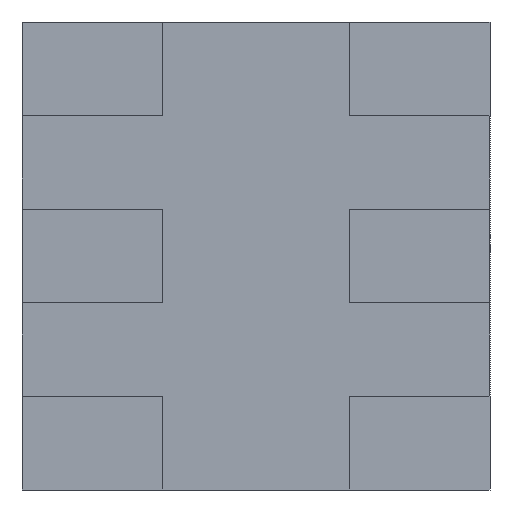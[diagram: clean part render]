
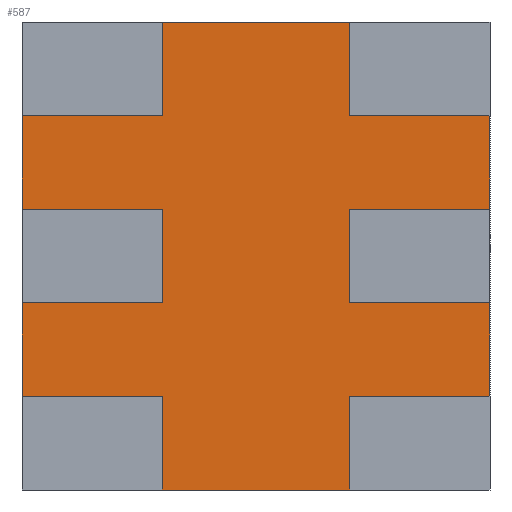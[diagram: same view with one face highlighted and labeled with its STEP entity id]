
A CAD part, front view. The second image highlights one B-rep face of the part: STEP entity #587.
In plain terms, the highlighted planar face has unit normal (0, -1, 0).
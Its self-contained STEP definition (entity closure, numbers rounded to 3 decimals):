
#30=PLANE('',#635);
#58=FACE_OUTER_BOUND('',#90,.T.);
#90=EDGE_LOOP('',(#428,#429,#430,#431,#432,#433,#434,#435,#436,#437,#438,
#439,#440,#441,#442,#443,#444,#445,#446,#447));
#119=LINE('',#832,#196);
#123=LINE('',#840,#200);
#128=LINE('',#850,#205);
#129=LINE('',#852,#206);
#130=LINE('',#854,#207);
#131=LINE('',#856,#208);
#132=LINE('',#858,#209);
#133=LINE('',#860,#210);
#134=LINE('',#862,#211);
#135=LINE('',#864,#212);
#136=LINE('',#866,#213);
#137=LINE('',#868,#214);
#138=LINE('',#870,#215);
#139=LINE('',#872,#216);
#140=LINE('',#874,#217);
#141=LINE('',#876,#218);
#142=LINE('',#878,#219);
#143=LINE('',#880,#220);
#144=LINE('',#882,#221);
#145=LINE('',#883,#222);
#196=VECTOR('',#679,10.);
#200=VECTOR('',#685,10.);
#205=VECTOR('',#694,10.);
#206=VECTOR('',#695,10.);
#207=VECTOR('',#696,10.);
#208=VECTOR('',#697,10.);
#209=VECTOR('',#698,10.);
#210=VECTOR('',#699,10.);
#211=VECTOR('',#700,10.);
#212=VECTOR('',#701,10.);
#213=VECTOR('',#702,10.);
#214=VECTOR('',#703,10.);
#215=VECTOR('',#704,10.);
#216=VECTOR('',#705,10.);
#217=VECTOR('',#706,10.);
#218=VECTOR('',#707,10.);
#219=VECTOR('',#708,10.);
#220=VECTOR('',#709,10.);
#221=VECTOR('',#710,10.);
#222=VECTOR('',#711,10.);
#276=VERTEX_POINT('',#830);
#277=VERTEX_POINT('',#831);
#280=VERTEX_POINT('',#839);
#283=VERTEX_POINT('',#849);
#284=VERTEX_POINT('',#851);
#285=VERTEX_POINT('',#853);
#286=VERTEX_POINT('',#855);
#287=VERTEX_POINT('',#857);
#288=VERTEX_POINT('',#859);
#289=VERTEX_POINT('',#861);
#290=VERTEX_POINT('',#863);
#291=VERTEX_POINT('',#865);
#292=VERTEX_POINT('',#867);
#293=VERTEX_POINT('',#869);
#294=VERTEX_POINT('',#871);
#295=VERTEX_POINT('',#873);
#296=VERTEX_POINT('',#875);
#297=VERTEX_POINT('',#877);
#298=VERTEX_POINT('',#879);
#299=VERTEX_POINT('',#881);
#331=EDGE_CURVE('',#276,#277,#119,.T.);
#335=EDGE_CURVE('',#277,#280,#123,.T.);
#340=EDGE_CURVE('',#280,#283,#128,.T.);
#341=EDGE_CURVE('',#283,#284,#129,.T.);
#342=EDGE_CURVE('',#284,#285,#130,.T.);
#343=EDGE_CURVE('',#285,#286,#131,.T.);
#344=EDGE_CURVE('',#286,#287,#132,.T.);
#345=EDGE_CURVE('',#287,#288,#133,.T.);
#346=EDGE_CURVE('',#288,#289,#134,.T.);
#347=EDGE_CURVE('',#289,#290,#135,.T.);
#348=EDGE_CURVE('',#290,#291,#136,.T.);
#349=EDGE_CURVE('',#291,#292,#137,.T.);
#350=EDGE_CURVE('',#292,#293,#138,.T.);
#351=EDGE_CURVE('',#293,#294,#139,.T.);
#352=EDGE_CURVE('',#294,#295,#140,.T.);
#353=EDGE_CURVE('',#295,#296,#141,.T.);
#354=EDGE_CURVE('',#296,#297,#142,.T.);
#355=EDGE_CURVE('',#297,#298,#143,.T.);
#356=EDGE_CURVE('',#298,#299,#144,.T.);
#357=EDGE_CURVE('',#299,#276,#145,.T.);
#428=ORIENTED_EDGE('',*,*,#331,.T.);
#429=ORIENTED_EDGE('',*,*,#335,.T.);
#430=ORIENTED_EDGE('',*,*,#340,.T.);
#431=ORIENTED_EDGE('',*,*,#341,.T.);
#432=ORIENTED_EDGE('',*,*,#342,.T.);
#433=ORIENTED_EDGE('',*,*,#343,.T.);
#434=ORIENTED_EDGE('',*,*,#344,.T.);
#435=ORIENTED_EDGE('',*,*,#345,.T.);
#436=ORIENTED_EDGE('',*,*,#346,.T.);
#437=ORIENTED_EDGE('',*,*,#347,.T.);
#438=ORIENTED_EDGE('',*,*,#348,.T.);
#439=ORIENTED_EDGE('',*,*,#349,.T.);
#440=ORIENTED_EDGE('',*,*,#350,.T.);
#441=ORIENTED_EDGE('',*,*,#351,.T.);
#442=ORIENTED_EDGE('',*,*,#352,.T.);
#443=ORIENTED_EDGE('',*,*,#353,.T.);
#444=ORIENTED_EDGE('',*,*,#354,.T.);
#445=ORIENTED_EDGE('',*,*,#355,.T.);
#446=ORIENTED_EDGE('',*,*,#356,.T.);
#447=ORIENTED_EDGE('',*,*,#357,.T.);
#587=ADVANCED_FACE('',(#58),#30,.F.);
#635=AXIS2_PLACEMENT_3D('',#848,#692,#693);
#679=DIRECTION('',(0.,0.,1.));
#685=DIRECTION('',(1.,0.,0.));
#692=DIRECTION('center_axis',(0.,1.,0.));
#693=DIRECTION('ref_axis',(1.,0.,0.));
#694=DIRECTION('',(0.,0.,1.));
#695=DIRECTION('',(-1.,0.,0.));
#696=DIRECTION('',(0.,0.,1.));
#697=DIRECTION('',(1.,0.,0.));
#698=DIRECTION('',(0.,0.,1.));
#699=DIRECTION('',(-1.,0.,0.));
#700=DIRECTION('',(0.,0.,1.));
#701=DIRECTION('',(-1.,0.,0.));
#702=DIRECTION('',(0.,0.,-1.));
#703=DIRECTION('',(-1.,0.,0.));
#704=DIRECTION('',(0.,0.,-1.));
#705=DIRECTION('',(1.,0.,0.));
#706=DIRECTION('',(0.,0.,-1.));
#707=DIRECTION('',(-1.,0.,0.));
#708=DIRECTION('',(0.,0.,-1.));
#709=DIRECTION('',(1.,0.,0.));
#710=DIRECTION('',(0.,0.,-1.));
#711=DIRECTION('',(1.,0.,0.));
#830=CARTESIAN_POINT('',(0.4,0.,-1.));
#831=CARTESIAN_POINT('',(0.4,0.,-0.6));
#832=CARTESIAN_POINT('',(0.4,0.,-0.3));
#839=CARTESIAN_POINT('',(1.,0.,-0.6));
#840=CARTESIAN_POINT('',(0.5,0.,-0.6));
#848=CARTESIAN_POINT('Origin',(0.,0.,0.));
#849=CARTESIAN_POINT('',(1.,0.,-0.2));
#850=CARTESIAN_POINT('',(1.,0.,-1.));
#851=CARTESIAN_POINT('',(0.4,0.,-0.2));
#852=CARTESIAN_POINT('',(0.2,0.,-0.2));
#853=CARTESIAN_POINT('',(0.4,0.,0.2));
#854=CARTESIAN_POINT('',(0.4,0.,0.1));
#855=CARTESIAN_POINT('',(1.,0.,0.2));
#856=CARTESIAN_POINT('',(0.5,0.,0.2));
#857=CARTESIAN_POINT('',(1.,0.,0.6));
#858=CARTESIAN_POINT('',(1.,0.,-1.));
#859=CARTESIAN_POINT('',(0.4,0.,0.6));
#860=CARTESIAN_POINT('',(0.2,0.,0.6));
#861=CARTESIAN_POINT('',(0.4,0.,1.));
#862=CARTESIAN_POINT('',(0.4,0.,0.5));
#863=CARTESIAN_POINT('',(-0.4,0.,1.));
#864=CARTESIAN_POINT('',(1.,0.,1.));
#865=CARTESIAN_POINT('',(-0.4,0.,0.6));
#866=CARTESIAN_POINT('',(-0.4,0.,0.3));
#867=CARTESIAN_POINT('',(-1.,0.,0.6));
#868=CARTESIAN_POINT('',(-0.5,0.,0.6));
#869=CARTESIAN_POINT('',(-1.,0.,0.2));
#870=CARTESIAN_POINT('',(-1.,0.,1.));
#871=CARTESIAN_POINT('',(-0.4,0.,0.2));
#872=CARTESIAN_POINT('',(-0.2,0.,0.2));
#873=CARTESIAN_POINT('',(-0.4,0.,-0.2));
#874=CARTESIAN_POINT('',(-0.4,0.,-0.1));
#875=CARTESIAN_POINT('',(-1.,0.,-0.2));
#876=CARTESIAN_POINT('',(-0.5,0.,-0.2));
#877=CARTESIAN_POINT('',(-1.,0.,-0.6));
#878=CARTESIAN_POINT('',(-1.,0.,1.));
#879=CARTESIAN_POINT('',(-0.4,0.,-0.6));
#880=CARTESIAN_POINT('',(-0.2,0.,-0.6));
#881=CARTESIAN_POINT('',(-0.4,0.,-1.));
#882=CARTESIAN_POINT('',(-0.4,0.,-0.5));
#883=CARTESIAN_POINT('',(-1.,0.,-1.));
